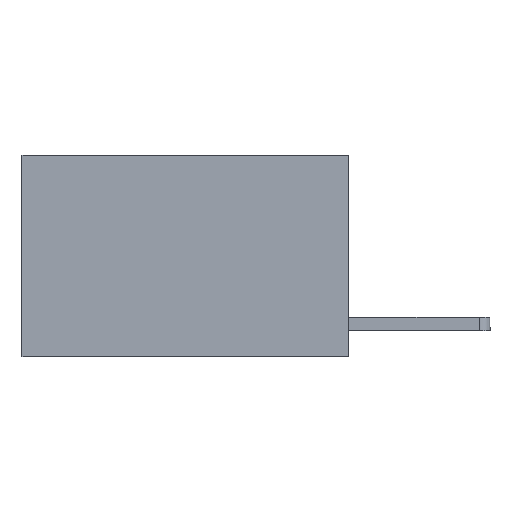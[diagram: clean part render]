
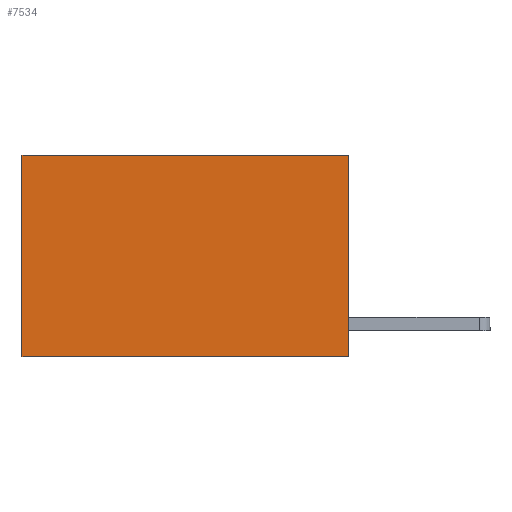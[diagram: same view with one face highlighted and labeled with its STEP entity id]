
A CAD part, left-side view. The second image highlights one B-rep face of the part: STEP entity #7534.
In plain terms, the highlighted planar face has unit normal (-1, 0, 0).
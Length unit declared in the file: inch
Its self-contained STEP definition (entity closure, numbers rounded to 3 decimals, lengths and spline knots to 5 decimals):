
#84 = CARTESIAN_POINT ( 'NONE',  ( 0.2625, 0., 0. ) ) ;
#88 = ORIENTED_EDGE ( 'NONE', *, *, #4258, .T. ) ;
#471 = DIRECTION ( 'NONE',  ( 0., 1., 0. ) ) ;
#969 = LINE ( 'NONE', #6171, #2191 ) ;
#1190 = DIRECTION ( 'NONE',  ( 0., 0., -1. ) ) ;
#1324 = LINE ( 'NONE', #84, #4188 ) ;
#1601 = VERTEX_POINT ( 'NONE', #2651 ) ;
#1631 = CARTESIAN_POINT ( 'NONE',  ( 0.2625, 0., 0. ) ) ;
#2191 = VECTOR ( 'NONE', #471, 39.37008 ) ;
#2596 = EDGE_CURVE ( 'NONE', #5403, #7828, #5244, .T. ) ;
#2651 = CARTESIAN_POINT ( 'NONE',  ( 0.2625, 0., 0. ) ) ;
#2664 = DIRECTION ( 'NONE',  ( 0., 1., 0. ) ) ;
#2666 = AXIS2_PLACEMENT_3D ( 'NONE', #3782, #8124, #1190 ) ;
#2831 = CARTESIAN_POINT ( 'NONE',  ( 0.2625, 0.6, 0. ) ) ;
#2939 = CARTESIAN_POINT ( 'NONE',  ( 0.2625, 0.6, -0.37 ) ) ;
#3016 = VERTEX_POINT ( 'NONE', #3373 ) ;
#3373 = CARTESIAN_POINT ( 'NONE',  ( 0.2625, 0., -0.37 ) ) ;
#3533 = EDGE_LOOP ( 'NONE', ( #6483, #8133, #8126, #88 ) ) ;
#3662 = EDGE_CURVE ( 'NONE', #3016, #7828, #969, .T. ) ;
#3782 = CARTESIAN_POINT ( 'NONE',  ( 0.2625, 0., 0. ) ) ;
#4188 = VECTOR ( 'NONE', #2664, 39.37008 ) ;
#4258 = EDGE_CURVE ( 'NONE', #1601, #5403, #1324, .T. ) ;
#5199 = CARTESIAN_POINT ( 'NONE',  ( 0.2625, 0.6, 0. ) ) ;
#5244 = LINE ( 'NONE', #2831, #7888 ) ;
#5403 = VERTEX_POINT ( 'NONE', #5199 ) ;
#6017 = DIRECTION ( 'NONE',  ( 0., 0., -1. ) ) ;
#6171 = CARTESIAN_POINT ( 'NONE',  ( 0.2625, 0., -0.37 ) ) ;
#6483 = ORIENTED_EDGE ( 'NONE', *, *, #2596, .T. ) ;
#6622 = VECTOR ( 'NONE', #7465, 39.37008 ) ;
#6699 = EDGE_CURVE ( 'NONE', #1601, #3016, #6870, .T. ) ;
#6870 = LINE ( 'NONE', #1631, #6622 ) ;
#7465 = DIRECTION ( 'NONE',  ( 0., 0., -1. ) ) ;
#7487 = FACE_OUTER_BOUND ( 'NONE', #3533, .T. ) ;
#7528 = PLANE ( 'NONE',  #2666 ) ;
#7534 = ADVANCED_FACE ( 'NONE', ( #7487 ), #7528, .F. ) ;
#7828 = VERTEX_POINT ( 'NONE', #2939 ) ;
#7888 = VECTOR ( 'NONE', #6017, 39.37008 ) ;
#8124 = DIRECTION ( 'NONE',  ( 1., 0., 0. ) ) ;
#8126 = ORIENTED_EDGE ( 'NONE', *, *, #6699, .F. ) ;
#8133 = ORIENTED_EDGE ( 'NONE', *, *, #3662, .F. ) ;
